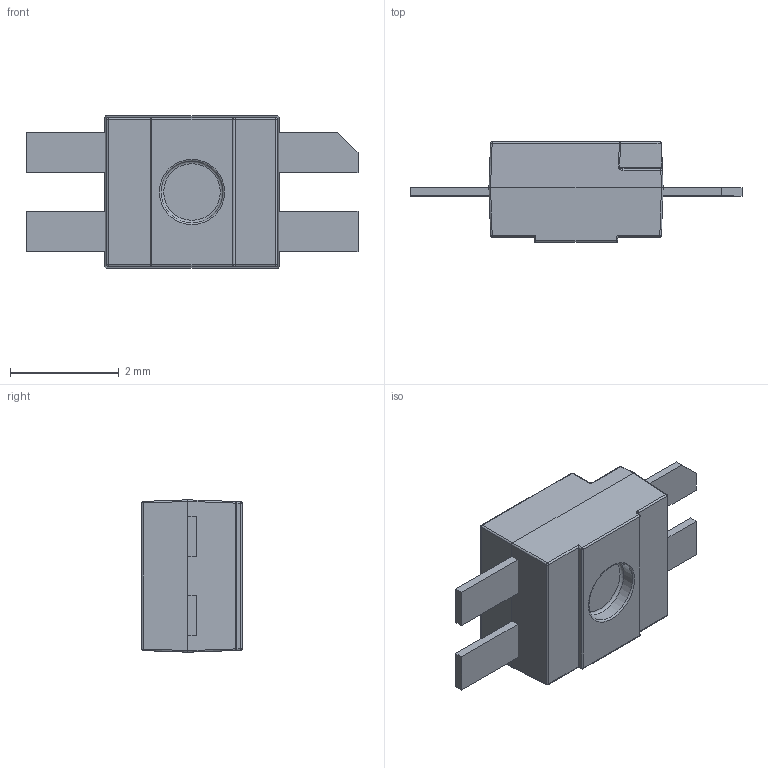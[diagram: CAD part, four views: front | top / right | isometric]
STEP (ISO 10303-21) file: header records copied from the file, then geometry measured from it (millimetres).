
FILE_DESCRIPTION(/* description */ (''),/* implementation_level */ '2;1');
FILE_NAME(/* name */ 'T36K3BGR-05D000121U1930 v2.step',/* time_stamp */ '2022-03-23T12:27:44+09:00',/* author */ (''),/* organization */ (''),/* preprocessor_version */ 'ST-DEVELOPER v18.1',/* originating_system */ 'Autodesk Translation Framework v10.13.0.1454',/* authorisation */ '');
FILE_SCHEMA (('AUTOMOTIVE_DESIGN { 1 0 10303 214 3 1 1 }'));
Length unit declared in the file: millimetre
Products named in the file (1): T36K3BGR-05D000121U1930
Bounding box: 6.1 x 1.85 x 2.8 mm (x, y, z)
Volume: 14 mm3; surface area: 67.8 mm2
Topology: 5 solids, 5 shells, 108 faces, 242 edges, 134 vertices
Faces by surface type: plane 51, cylinder 34, sphere 14, torus 4, bspline 4, cone 1
Full cylindrical faces by diameter (mm): 1.14 x1
Entity records: 2989 total; most frequent: CARTESIAN_POINT 579, DIRECTION 522, ORIENTED_EDGE 460, EDGE_CURVE 230, AXIS2_PLACEMENT_3D 187, LINE 148, VECTOR 148, VERTEX_POINT 134
